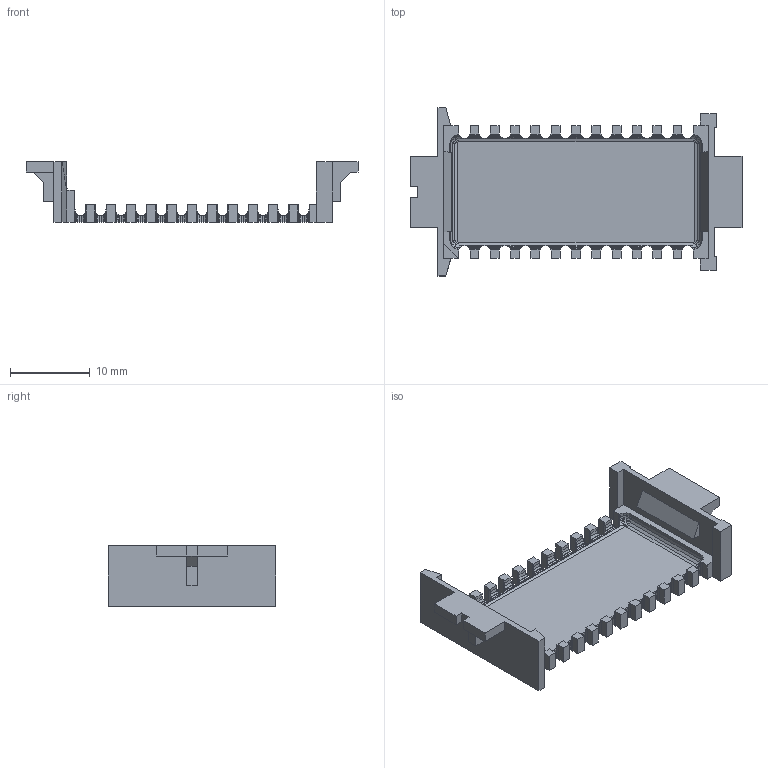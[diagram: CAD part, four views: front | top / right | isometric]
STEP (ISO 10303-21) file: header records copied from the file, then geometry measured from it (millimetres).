
FILE_DESCRIPTION(('FreeCAD Model'),'2;1');
FILE_NAME('Open CASCADE Shape Model','2024-01-08T19:13:13',(''),(''), 'Open CASCADE STEP processor 7.6','FreeCAD','Unknown');
FILE_SCHEMA(('AUTOMOTIVE_DESIGN { 1 0 10303 214 1 1 1 1 }'));
Length unit declared in the file: millimetre
Products named in the file (1): Molex78802_PCB_24001001
Bounding box: 41.52 x 21 x 7.6 mm (x, y, z)
Surface area: 2178.6 mm2 (no closed solid volume)
Topology: 0 solids, 1 shells, 960 faces, 1966 edges, 1010 vertices
Faces by surface type: plane 960
Entity records: 23496 total; most frequent: CARTESIAN_POINT 3937, ORIENTED_EDGE 3932, DIRECTION 3888, EDGE_CURVE 1966, LINE 1966, VECTOR 1966, VERTEX_POINT 1010, FACE_BOUND 962
